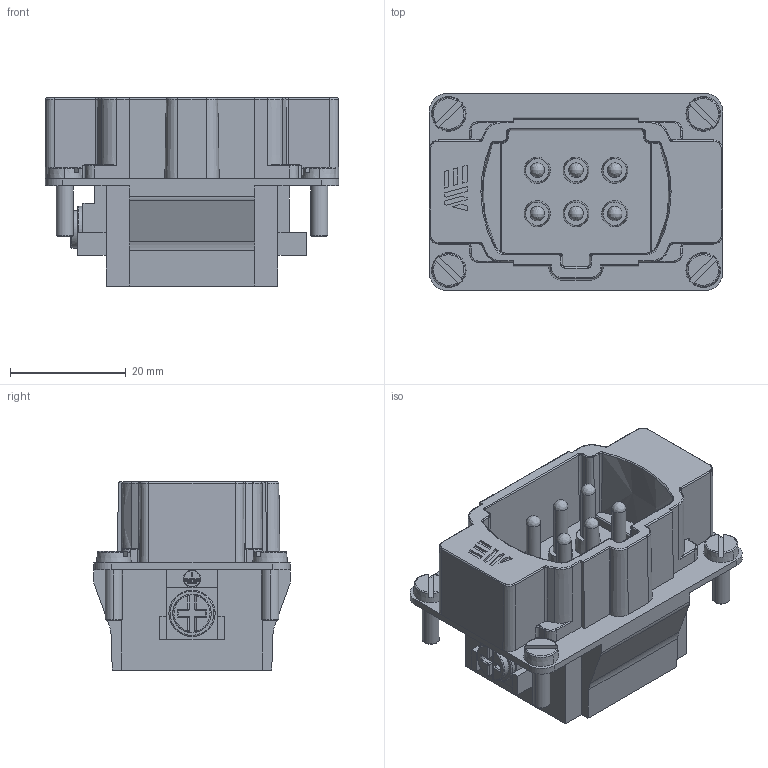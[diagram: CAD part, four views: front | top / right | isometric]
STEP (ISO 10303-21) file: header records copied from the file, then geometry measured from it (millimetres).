
FILE_DESCRIPTION (( 'STEP AP203' ), '1' );
FILE_NAME ('29121.step', '2025-02-12T17:34:09', ( '' ), ( '' ), 'SwSTEP 2.0', 'SolidWorks 2024', '' );
FILE_SCHEMA (( 'CONFIG_CONTROL_DESIGN' ));
Length unit declared in the file: inch
Products named in the file (1): 29121
Bounding box: 50.7 x 34 x 32.5 mm (x, y, z)
Volume: 25709 mm3; surface area: 10532.1 mm2
Topology: 1 solids, 1 shells, 426 faces, 1085 edges, 672 vertices
Faces by surface type: plane 193, cylinder 91, bspline 78, cone 64
Entity records: 15155 total; most frequent: CARTESIAN_POINT 5575, ORIENTED_EDGE 2126, DIRECTION 1745, EDGE_CURVE 1063, VERTEX_POINT 672, LINE 591, VECTOR 591, AXIS2_PLACEMENT_3D 577
